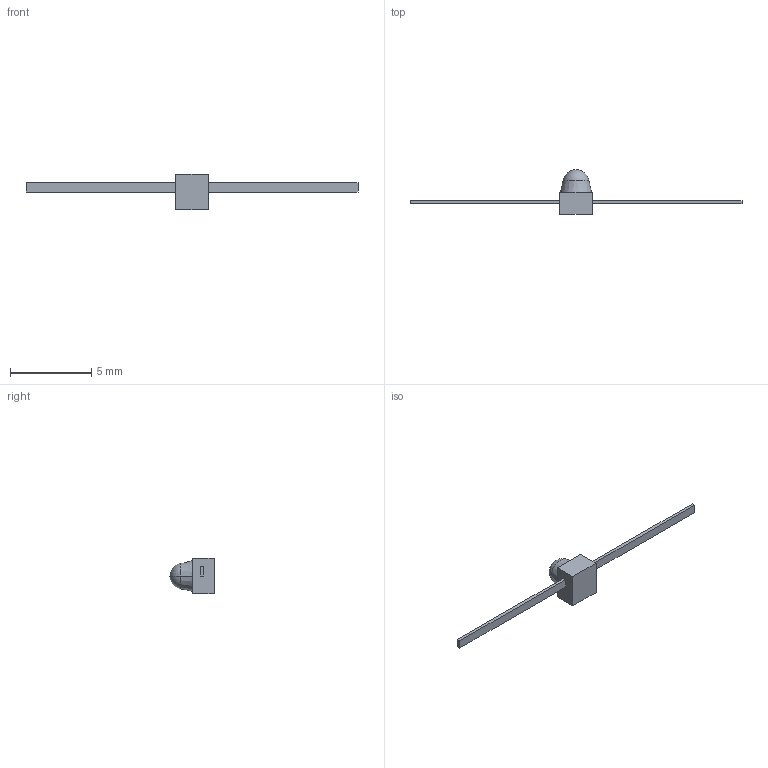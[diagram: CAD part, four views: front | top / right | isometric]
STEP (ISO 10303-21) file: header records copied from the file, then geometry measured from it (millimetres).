
FILE_DESCRIPTION (( 'STEP AP214' ), '1' );
FILE_NAME ('4307Tx.STEP', '2019-05-15T21:56:54', ( 'user' ), ( 'Microsoft' ), 'SwSTEP 2.0', 'SolidWorks 2018', '' );
FILE_SCHEMA (( 'AUTOMOTIVE_DESIGN' ));
Length unit declared in the file: inch
Products named in the file (1): 4307Tx
Bounding box: 20.49 x 2.74 x 2.21 mm (x, y, z)
Volume: 10.7 mm3; surface area: 53.2 mm2
Topology: 1 solids, 1 shells, 20 faces, 44 edges, 29 vertices
Faces by surface type: plane 16, sphere 2, cone 2
Entity records: 716 total; most frequent: CARTESIAN_POINT 94, DIRECTION 92, ORIENTED_EDGE 88, EDGE_CURVE 44, VECTOR 38, LINE 38, VERTEX_POINT 29, AXIS2_PLACEMENT_3D 27
